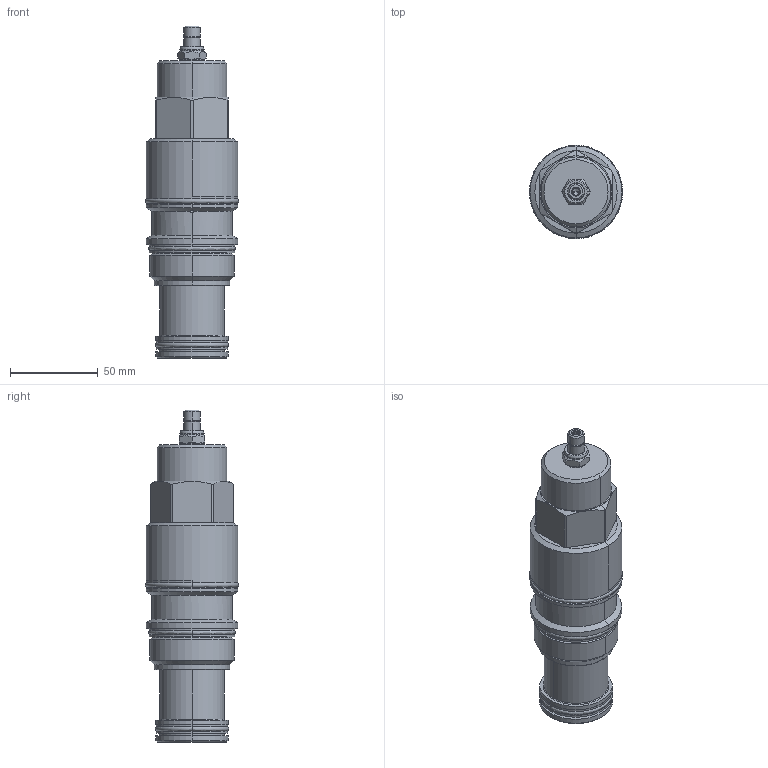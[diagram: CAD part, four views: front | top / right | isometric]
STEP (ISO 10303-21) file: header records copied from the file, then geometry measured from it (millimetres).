
FILE_DESCRIPTION((''),'2;1');
FILE_NAME('PRJR-LAN_PRT','2014-04-09T',('Administrator'),(''),'PRO/ENGINEER BY PARAMETRIC TECHNOLOGY CORPORATION, 2006240','PRO/ENGINEER BY PARAMETRIC TECHNOLOGY CORPORATION, 2006240','');
FILE_SCHEMA(('CONFIG_CONTROL_DESIGN'));
Length unit declared in the file: inch
Products named in the file (1): PRJR-LAN_PRT
Bounding box: 53.06 x 53.06 x 189.01 mm (x, y, z)
Volume: 268026 mm3; surface area: 36954.6 mm2
Topology: 5 solids, 6 shells, 202 faces, 452 edges, 269 vertices
Faces by surface type: cylinder 69, plane 60, cone 36, torus 25, revolution 12
Entity records: 7376 total; most frequent: CARTESIAN_POINT 2807, DIRECTION 1002, ORIENTED_EDGE 896, EDGE_CURVE 448, AXIS2_PLACEMENT_3D 416, VERTEX_POINT 269, CIRCLE 226, EDGE_LOOP 223
